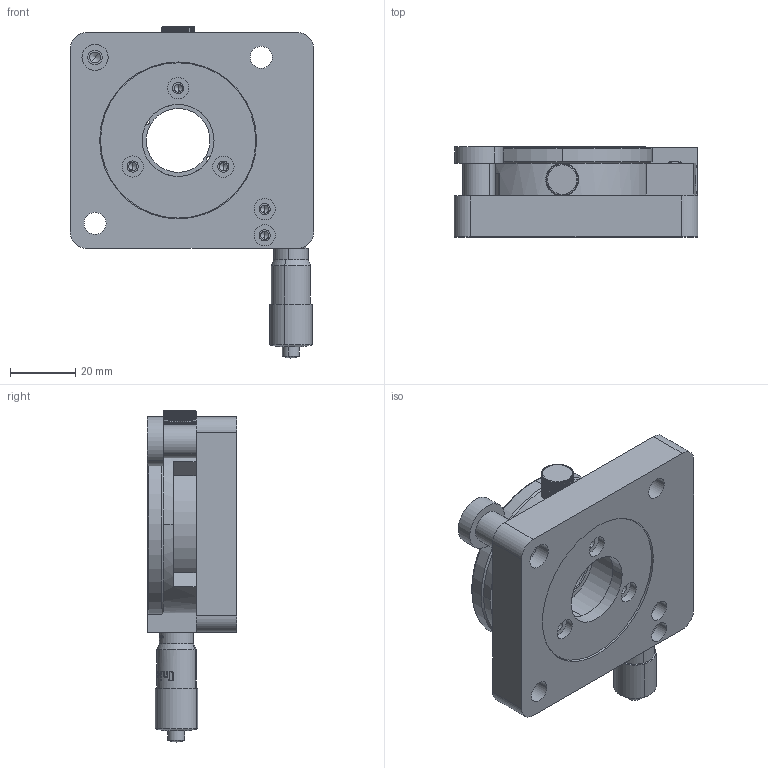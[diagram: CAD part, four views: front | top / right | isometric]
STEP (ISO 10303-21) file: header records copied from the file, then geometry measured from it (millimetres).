
FILE_DESCRIPTION (( 'STEP AP203' ), '1' );
FILE_NAME ('06RSP-3.STEP', '2016-05-12T08:24:15', ( '' ), ( '' ), 'SwSTEP 2.0', 'SolidWorks 2016', '' );
FILE_SCHEMA (( 'CONFIG_CONTROL_DESIGN' ));
Length unit declared in the file: millimetre
Products named in the file (1): 06RSP-3
Bounding box: 74.5 x 27.5 x 101.56 mm (x, y, z)
Volume: 88659 mm3; surface area: 42182.2 mm2
Topology: 14 solids, 14 shells, 3325 faces, 8691 edges, 5520 vertices
Faces by surface type: plane 2395, bspline 608, cylinder 270, cone 42, torus 8, sphere 2
Entity records: 140081 total; most frequent: CARTESIAN_POINT 63866, ORIENTED_EDGE 17322, DIRECTION 12921, EDGE_CURVE 8661, VECTOR 5723, LINE 5723, VERTEX_POINT 5520, AXIS2_PLACEMENT_3D 3599
